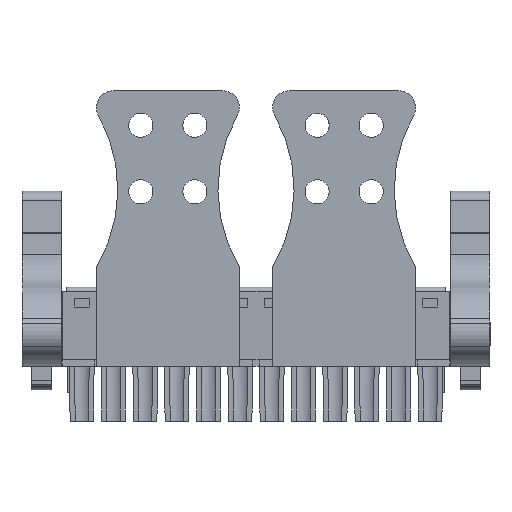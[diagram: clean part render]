
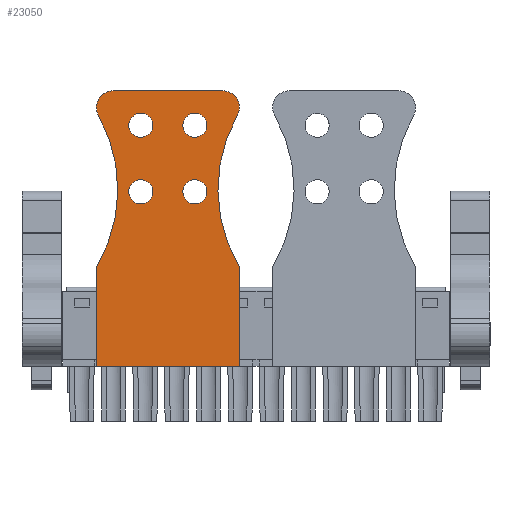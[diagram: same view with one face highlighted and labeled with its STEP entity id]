
A CAD part, front view. The second image highlights one B-rep face of the part: STEP entity #23050.
In plain terms, the highlighted planar face has unit normal (0, -1, 0).
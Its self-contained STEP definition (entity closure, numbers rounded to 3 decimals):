
#22716=AXIS2_PLACEMENT_3D('Circle Axis2P3D',#22714,#22715,$) ;
#22740=AXIS2_PLACEMENT_3D('Circle Axis2P3D',#22738,#22739,$) ;
#22788=AXIS2_PLACEMENT_3D('Circle Axis2P3D',#22786,#22787,$) ;
#22812=AXIS2_PLACEMENT_3D('Circle Axis2P3D',#22810,#22811,$) ;
#22836=AXIS2_PLACEMENT_3D('Circle Axis2P3D',#22834,#22835,$) ;
#22860=AXIS2_PLACEMENT_3D('Circle Axis2P3D',#22858,#22859,$) ;
#22884=AXIS2_PLACEMENT_3D('Circle Axis2P3D',#22882,#22883,$) ;
#22908=AXIS2_PLACEMENT_3D('Circle Axis2P3D',#22906,#22907,$) ;
#22932=AXIS2_PLACEMENT_3D('Circle Axis2P3D',#22930,#22931,$) ;
#22956=AXIS2_PLACEMENT_3D('Circle Axis2P3D',#22954,#22955,$) ;
#22980=AXIS2_PLACEMENT_3D('Circle Axis2P3D',#22978,#22979,$) ;
#23004=AXIS2_PLACEMENT_3D('Circle Axis2P3D',#23002,#23003,$) ;
#23017=AXIS2_PLACEMENT_3D('Plane Axis2P3D',#23014,#23015,#23016) ;
#22589=CARTESIAN_POINT('Vertex',(26.11,0.,18.601)) ;
#22592=CARTESIAN_POINT('Line Origine',(26.11,0.,12.6)) ;
#22596=CARTESIAN_POINT('Vertex',(26.11,0.,6.6)) ;
#22678=CARTESIAN_POINT('Vertex',(8.99,0.,6.6)) ;
#22681=CARTESIAN_POINT('Line Origine',(8.99,0.,12.6)) ;
#22685=CARTESIAN_POINT('Vertex',(8.99,0.,18.601)) ;
#22714=CARTESIAN_POINT('Axis2P3D Location',(-6.665,0.,27.873)) ;
#22718=CARTESIAN_POINT('Vertex',(9.206,0.,36.772)) ;
#22738=CARTESIAN_POINT('Axis2P3D Location',(10.95,0.,37.75)) ;
#22742=CARTESIAN_POINT('Vertex',(10.95,0.,39.75)) ;
#22762=CARTESIAN_POINT('Line Origine',(17.55,0.,39.75)) ;
#22766=CARTESIAN_POINT('Vertex',(24.15,0.,39.75)) ;
#22786=CARTESIAN_POINT('Axis2P3D Location',(24.15,0.,37.75)) ;
#22790=CARTESIAN_POINT('Vertex',(25.894,0.,36.772)) ;
#22810=CARTESIAN_POINT('Axis2P3D Location',(41.765,0.,27.873)) ;
#22831=CARTESIAN_POINT('Vertex',(15.75,0.,27.6)) ;
#22834=CARTESIAN_POINT('Axis2P3D Location',(14.3,0.,27.6)) ;
#22838=CARTESIAN_POINT('Vertex',(12.85,0.,27.6)) ;
#22858=CARTESIAN_POINT('Axis2P3D Location',(14.3,0.,27.6)) ;
#22879=CARTESIAN_POINT('Vertex',(12.85,0.,35.6)) ;
#22882=CARTESIAN_POINT('Axis2P3D Location',(14.3,0.,35.6)) ;
#22886=CARTESIAN_POINT('Vertex',(15.75,0.,35.6)) ;
#22906=CARTESIAN_POINT('Axis2P3D Location',(14.3,0.,35.6)) ;
#22927=CARTESIAN_POINT('Vertex',(19.35,0.,27.6)) ;
#22930=CARTESIAN_POINT('Axis2P3D Location',(20.8,0.,27.6)) ;
#22934=CARTESIAN_POINT('Vertex',(22.25,0.,27.6)) ;
#22954=CARTESIAN_POINT('Axis2P3D Location',(20.8,0.,27.6)) ;
#22975=CARTESIAN_POINT('Vertex',(19.35,0.,35.6)) ;
#22978=CARTESIAN_POINT('Axis2P3D Location',(20.8,0.,35.6)) ;
#22982=CARTESIAN_POINT('Vertex',(22.25,0.,35.6)) ;
#23002=CARTESIAN_POINT('Axis2P3D Location',(20.8,0.,35.6)) ;
#23014=CARTESIAN_POINT('Axis2P3D Location',(1.915,0.,-2.35)) ;
#23019=CARTESIAN_POINT('Line Origine',(17.55,0.,6.6)) ;
#22593=DIRECTION('Vector Direction',(0.,0.,-1.)) ;
#22682=DIRECTION('Vector Direction',(0.,0.,1.)) ;
#22715=DIRECTION('Axis2P3D Direction',(0.,1.,-0.)) ;
#22739=DIRECTION('Axis2P3D Direction',(0.,1.,0.)) ;
#22763=DIRECTION('Vector Direction',(-1.,0.,0.)) ;
#22787=DIRECTION('Axis2P3D Direction',(0.,1.,-0.)) ;
#22811=DIRECTION('Axis2P3D Direction',(0.,1.,0.)) ;
#22835=DIRECTION('Axis2P3D Direction',(0.,1.,0.)) ;
#22859=DIRECTION('Axis2P3D Direction',(0.,1.,0.)) ;
#22883=DIRECTION('Axis2P3D Direction',(0.,1.,-0.)) ;
#22907=DIRECTION('Axis2P3D Direction',(0.,1.,-0.)) ;
#22931=DIRECTION('Axis2P3D Direction',(0.,1.,0.)) ;
#22955=DIRECTION('Axis2P3D Direction',(0.,1.,-0.)) ;
#22979=DIRECTION('Axis2P3D Direction',(0.,1.,0.)) ;
#23003=DIRECTION('Axis2P3D Direction',(0.,1.,-0.)) ;
#23015=DIRECTION('Axis2P3D Direction',(0.,1.,-0.)) ;
#23016=DIRECTION('Axis2P3D XDirection',(-1.,0.,0.)) ;
#23020=DIRECTION('Vector Direction',(1.,0.,0.)) ;
#22594=VECTOR('Line Direction',#22593,1.) ;
#22683=VECTOR('Line Direction',#22682,1.) ;
#22764=VECTOR('Line Direction',#22763,1.) ;
#23021=VECTOR('Line Direction',#23020,1.) ;
#23025=ORIENTED_EDGE('',*,*,#22814,.F.) ;
#23026=ORIENTED_EDGE('',*,*,#22792,.F.) ;
#23027=ORIENTED_EDGE('',*,*,#22768,.F.) ;
#23028=ORIENTED_EDGE('',*,*,#22744,.F.) ;
#23029=ORIENTED_EDGE('',*,*,#22720,.F.) ;
#23030=ORIENTED_EDGE('',*,*,#22687,.F.) ;
#23031=ORIENTED_EDGE('',*,*,#23023,.F.) ;
#23032=ORIENTED_EDGE('',*,*,#22598,.F.) ;
#23035=ORIENTED_EDGE('',*,*,#22862,.T.) ;
#23036=ORIENTED_EDGE('',*,*,#22840,.T.) ;
#23039=ORIENTED_EDGE('',*,*,#22910,.T.) ;
#23040=ORIENTED_EDGE('',*,*,#22888,.T.) ;
#23043=ORIENTED_EDGE('',*,*,#22958,.T.) ;
#23044=ORIENTED_EDGE('',*,*,#22936,.T.) ;
#23047=ORIENTED_EDGE('',*,*,#23006,.T.) ;
#23048=ORIENTED_EDGE('',*,*,#22984,.T.) ;
#23037=FACE_BOUND('',#23034,.T.) ;
#23041=FACE_BOUND('',#23038,.T.) ;
#23045=FACE_BOUND('',#23042,.T.) ;
#23049=FACE_BOUND('',#23046,.T.) ;
#23050=ADVANCED_FACE('Strain relief.1',(#23033,#23037,#23041,#23045,#23049),#23018,.F.) ;
#22717=CIRCLE('generated circle',#22716,18.195) ;
#22741=CIRCLE('generated circle',#22740,2.) ;
#22789=CIRCLE('generated circle',#22788,2.) ;
#22813=CIRCLE('generated circle',#22812,18.195) ;
#22837=CIRCLE('generated circle',#22836,1.45) ;
#22861=CIRCLE('generated circle',#22860,1.45) ;
#22885=CIRCLE('generated circle',#22884,1.45) ;
#22909=CIRCLE('generated circle',#22908,1.45) ;
#22933=CIRCLE('generated circle',#22932,1.45) ;
#22957=CIRCLE('generated circle',#22956,1.45) ;
#22981=CIRCLE('generated circle',#22980,1.45) ;
#23005=CIRCLE('generated circle',#23004,1.45) ;
#22598=EDGE_CURVE('',#22590,#22597,#22595,.T.) ;
#22687=EDGE_CURVE('',#22679,#22686,#22684,.T.) ;
#22720=EDGE_CURVE('',#22686,#22719,#22717,.F.) ;
#22744=EDGE_CURVE('',#22719,#22743,#22741,.T.) ;
#22768=EDGE_CURVE('',#22743,#22767,#22765,.F.) ;
#22792=EDGE_CURVE('',#22767,#22791,#22789,.T.) ;
#22814=EDGE_CURVE('',#22791,#22590,#22813,.F.) ;
#22840=EDGE_CURVE('',#22839,#22832,#22837,.T.) ;
#22862=EDGE_CURVE('',#22832,#22839,#22861,.T.) ;
#22888=EDGE_CURVE('',#22887,#22880,#22885,.T.) ;
#22910=EDGE_CURVE('',#22880,#22887,#22909,.T.) ;
#22936=EDGE_CURVE('',#22935,#22928,#22933,.T.) ;
#22958=EDGE_CURVE('',#22928,#22935,#22957,.T.) ;
#22984=EDGE_CURVE('',#22983,#22976,#22981,.T.) ;
#23006=EDGE_CURVE('',#22976,#22983,#23005,.T.) ;
#23023=EDGE_CURVE('',#22597,#22679,#23022,.F.) ;
#23024=EDGE_LOOP('',(#23025,#23026,#23027,#23028,#23029,#23030,#23031,#23032)) ;
#23034=EDGE_LOOP('',(#23035,#23036)) ;
#23038=EDGE_LOOP('',(#23039,#23040)) ;
#23042=EDGE_LOOP('',(#23043,#23044)) ;
#23046=EDGE_LOOP('',(#23047,#23048)) ;
#23033=FACE_OUTER_BOUND('',#23024,.T.) ;
#22595=LINE('Line',#22592,#22594) ;
#22684=LINE('Line',#22681,#22683) ;
#22765=LINE('Line',#22762,#22764) ;
#23022=LINE('Line',#23019,#23021) ;
#23018=PLANE('',#23017) ;
#22590=VERTEX_POINT('',#22589) ;
#22597=VERTEX_POINT('',#22596) ;
#22679=VERTEX_POINT('',#22678) ;
#22686=VERTEX_POINT('',#22685) ;
#22719=VERTEX_POINT('',#22718) ;
#22743=VERTEX_POINT('',#22742) ;
#22767=VERTEX_POINT('',#22766) ;
#22791=VERTEX_POINT('',#22790) ;
#22832=VERTEX_POINT('',#22831) ;
#22839=VERTEX_POINT('',#22838) ;
#22880=VERTEX_POINT('',#22879) ;
#22887=VERTEX_POINT('',#22886) ;
#22928=VERTEX_POINT('',#22927) ;
#22935=VERTEX_POINT('',#22934) ;
#22976=VERTEX_POINT('',#22975) ;
#22983=VERTEX_POINT('',#22982) ;
